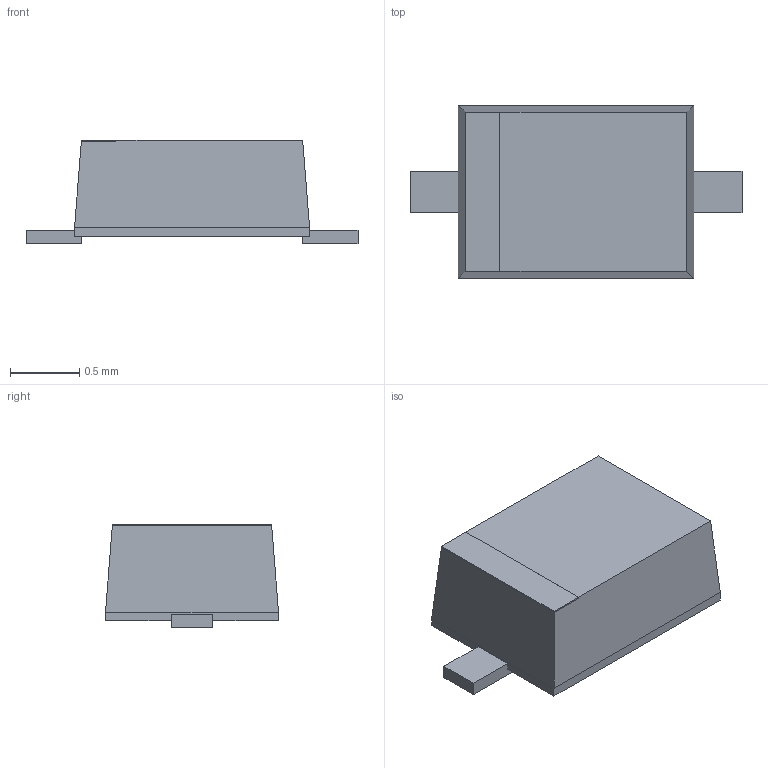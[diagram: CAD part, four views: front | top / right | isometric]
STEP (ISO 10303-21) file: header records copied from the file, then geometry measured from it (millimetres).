
FILE_DESCRIPTION(('FreeCAD Model'),'2;1');
FILE_NAME('Open CASCADE Shape Model','2024-02-01T10:44:16',(''),(''), 'Open CASCADE STEP processor 7.7','FreeCAD','Unknown');
FILE_SCHEMA(('AUTOMOTIVE_DESIGN { 1 0 10303 214 1 1 1 1 }'));
Length unit declared in the file: millimetre
Products named in the file (5): Part; Body; Legs; Leg; Mark
Assembly tree (5 placements, depth 3):
  Part
    Body
    Legs
      Leg  x2
    Mark
Bounding box: 2.4 x 1.25 x 0.75 mm (x, y, z)
Volume: 1.4 mm3; surface area: 9.3 mm2
Topology: 4 solids, 4 shells, 38 faces, 88 edges, 58 vertices
Faces by surface type: plane 38
Entity records: 1023 total; most frequent: CARTESIAN_POINT 164, DIRECTION 152, ORIENTED_EDGE 152, EDGE_CURVE 76, LINE 76, VECTOR 76, VERTEX_POINT 50, AXIS2_PLACEMENT_3D 38
